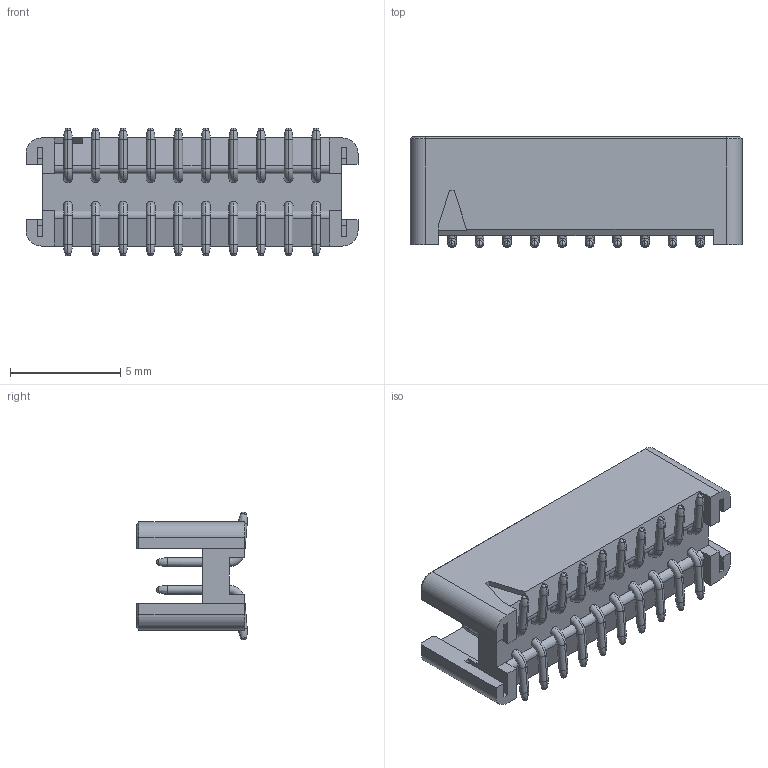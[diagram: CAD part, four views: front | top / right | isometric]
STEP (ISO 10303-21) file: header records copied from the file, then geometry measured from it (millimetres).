
FILE_DESCRIPTION((''),'2;1');
FILE_NAME('G125-MS120XXL0P_ASM','2013-09-03T',('sflower'),(''),'PRO/ENGINEER BY PARAMETRIC TECHNOLOGY CORPORATION, 2013150','PRO/ENGINEER BY PARAMETRIC TECHNOLOGY CORPORATION, 2013150','');
FILE_SCHEMA(('CONFIG_CONTROL_DESIGN'));
Length unit declared in the file: millimetre
Products named in the file (3): G125-3012096; G125-1050005_BENT; G125-MS120XXL0P_ASM
Assembly tree (21 placements, depth 2):
  G125-MS120XXL0P_ASM
    G125-3012096
    G125-1050005_BENT  x20
Bounding box: 15.05 x 5.02 x 5.8 mm (x, y, z)
Volume: 176.5 mm3; surface area: 587.4 mm2
Topology: 21 solids, 21 shells, 2959 faces, 6440 edges, 3504 vertices
Faces by surface type: bspline 2160, plane 299, cylinder 252, torus 240, cone 8
Entity records: 17740 total; most frequent: CARTESIAN_POINT 7314, ORIENTED_EDGE 1708, DIRECTION 1524, PRESENTATION_STYLE_ASSIGNMENT 858, STYLED_ITEM 858, CURVE_STYLE 854, EDGE_CURVE 854, AXIS2_PLACEMENT_3D 581
